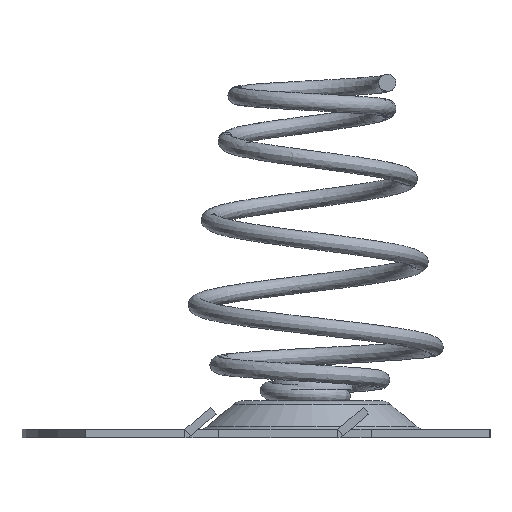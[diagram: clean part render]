
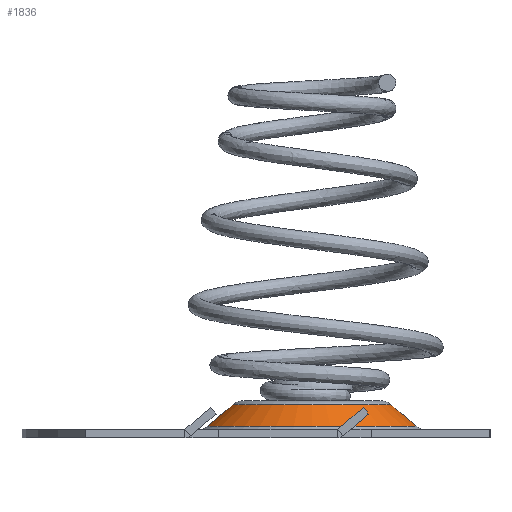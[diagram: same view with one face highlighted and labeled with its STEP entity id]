
A CAD part, left-side view. The second image highlights one B-rep face of the part: STEP entity #1836.
In plain terms, the highlighted conical face has half-angle 49.985 degrees and reference radius 6.17 mm.
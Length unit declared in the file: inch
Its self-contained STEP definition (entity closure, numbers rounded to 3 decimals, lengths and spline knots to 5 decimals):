
#85 = FACE_OUTER_BOUND ( 'NONE', #2657, .T. ) ;
#143 = ORIENTED_EDGE ( 'NONE', *, *, #5072, .F. ) ;
#246 = DIRECTION ( 'NONE',  ( 0., 0., -1. ) ) ;
#270 = EDGE_LOOP ( 'NONE', ( #3054 ) ) ;
#474 = CIRCLE ( 'NONE', #3468, 0.24291 ) ;
#870 = AXIS2_PLACEMENT_3D ( 'NONE', #4311, #1892, #4715 ) ;
#1104 = VERTEX_POINT ( 'NONE', #3970 ) ;
#1836 = ADVANCED_FACE ( 'NONE', ( #2264, #85 ), #2689, .T. ) ;
#1892 = DIRECTION ( 'NONE',  ( 0., 0., -1. ) ) ;
#2068 = VERTEX_POINT ( 'NONE', #4791 ) ;
#2264 = FACE_BOUND ( 'NONE', #270, .T. ) ;
#2632 = DIRECTION ( 'NONE',  ( -1., 0., 0. ) ) ;
#2657 = EDGE_LOOP ( 'NONE', ( #143 ) ) ;
#2687 = CARTESIAN_POINT ( 'NONE',  ( -0.46166, -0.26097, -0.03172 ) ) ;
#2689 = CONICAL_SURFACE ( 'NONE', #3213, 0.24291, 0.872 ) ;
#3019 = DIRECTION ( 'NONE',  ( 0., 0., -1. ) ) ;
#3054 = ORIENTED_EDGE ( 'NONE', *, *, #4267, .T. ) ;
#3095 = DIRECTION ( 'NONE',  ( -1., 0., 0. ) ) ;
#3213 = AXIS2_PLACEMENT_3D ( 'NONE', #4140, #3019, #2632 ) ;
#3468 = AXIS2_PLACEMENT_3D ( 'NONE', #2687, #246, #3095 ) ;
#3970 = CARTESIAN_POINT ( 'NONE',  ( -0.64445, -0.26097, 0.01875 ) ) ;
#4140 = CARTESIAN_POINT ( 'NONE',  ( -0.46166, -0.26097, -0.03172 ) ) ;
#4168 = CIRCLE ( 'NONE', #870, 0.18279 ) ;
#4267 = EDGE_CURVE ( 'NONE', #1104, #1104, #4168, .T. ) ;
#4311 = CARTESIAN_POINT ( 'NONE',  ( -0.46166, -0.26097, 0.01875 ) ) ;
#4715 = DIRECTION ( 'NONE',  ( -1., 0., 0. ) ) ;
#4791 = CARTESIAN_POINT ( 'NONE',  ( -0.70457, -0.26097, -0.03172 ) ) ;
#5072 = EDGE_CURVE ( 'NONE', #2068, #2068, #474, .T. ) ;
